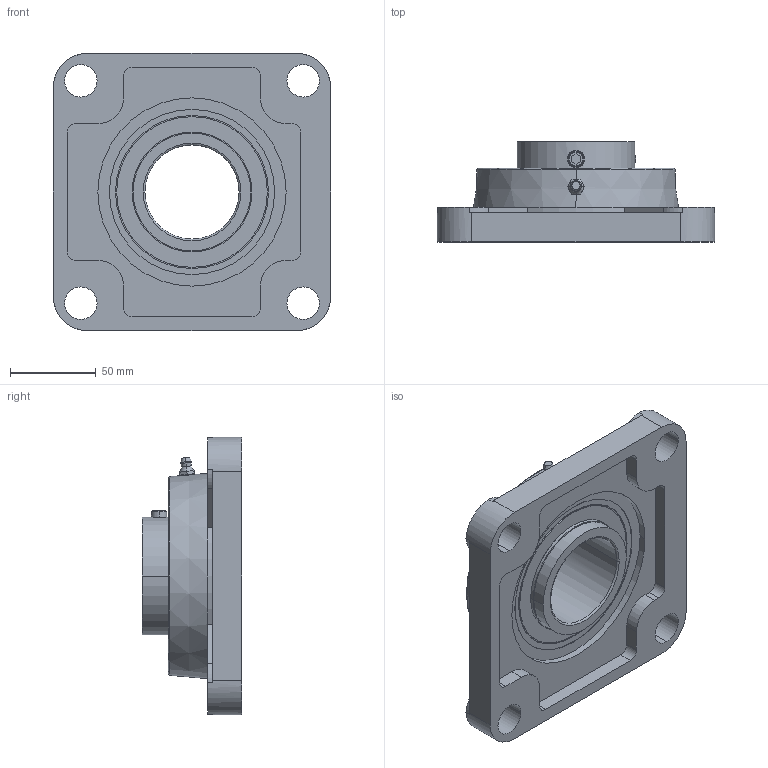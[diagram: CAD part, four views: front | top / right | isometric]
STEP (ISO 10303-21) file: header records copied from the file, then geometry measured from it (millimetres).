
FILE_DESCRIPTION((''),'2;1');
FILE_NAME('UCF211_ASM','2016-05-31T',('giuseppe.caruso'),(''),'CREO PARAMETRIC BY PTC INC, 2014500','CREO PARAMETRIC BY PTC INC, 2014500','');
FILE_SCHEMA(('CONFIG_CONTROL_DESIGN'));
Length unit declared in the file: millimetre
Products named in the file (11): F211_AF0; UC211_AI_AF0; UC211_AE_AF0; UC211_BALL; UC211_CAGE_AF0; UC211_SEAL; UC211_ALETTE; GRANO_M10X1; UC211_AF0_ASM; M8X1; UCF211_ASM
Assembly tree (22 placements, depth 3):
  UCF211_ASM
    F211_AF0
    UC211_AF0_ASM
      UC211_AI_AF0
      UC211_AE_AF0
      UC211_BALL  x10
      UC211_CAGE_AF0
      UC211_SEAL  x2
      UC211_ALETTE  x2
      GRANO_M10X1  x2
    M8X1
Bounding box: 162 x 58.4 x 162 mm (x, y, z)
Volume: 438810.5 mm3; surface area: 158338.2 mm2
Topology: 21 solids, 25 shells, 761 faces, 2005 edges, 1296 vertices
Faces by surface type: plane 499, cylinder 134, sphere 64, cone 46, torus 18
Entity records: 22558 total; most frequent: CARTESIAN_POINT 4512, DIRECTION 3725, ORIENTED_EDGE 3666, EDGE_CURVE 1843, VECTOR 1299, LINE 1299, AXIS2_PLACEMENT_3D 1213, VERTEX_POINT 1212
